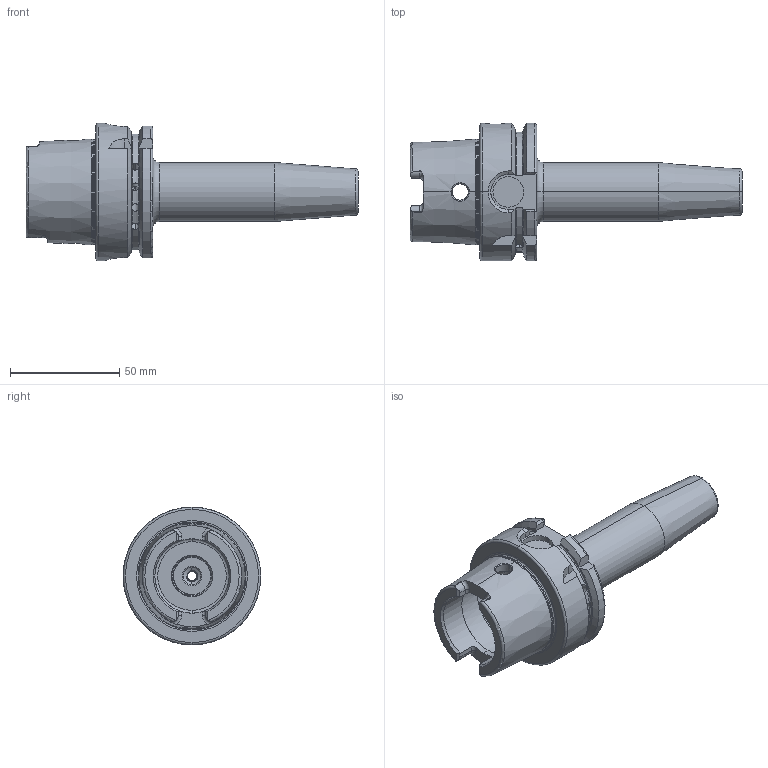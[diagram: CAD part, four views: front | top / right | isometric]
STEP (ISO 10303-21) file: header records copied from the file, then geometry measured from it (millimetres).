
FILE_DESCRIPTION (( 'STEP AP203' ), '1' );
FILE_NAME ('A63.70.06.1.STEP', '2016-11-17T00:33:38', ( '' ), ( '' ), 'SwSTEP 2.0', 'SolidWorks 2012', '' );
FILE_SCHEMA (( 'CONFIG_CONTROL_DESIGN' ));
Length unit declared in the file: millimetre
Products named in the file (1): A63.70.06.1
Bounding box: 152 x 63 x 63 mm (x, y, z)
Volume: 126213.6 mm3; surface area: 32983.8 mm2
Topology: 1 solids, 1 shells, 274 faces, 742 edges, 466 vertices
Faces by surface type: cylinder 131, plane 57, cone 37, torus 33, bspline 16
Entity records: 22505 total; most frequent: CARTESIAN_POINT 16264, ORIENTED_EDGE 1464, DIRECTION 1119, EDGE_CURVE 732, VERTEX_POINT 466, AXIS2_PLACEMENT_3D 441, EDGE_LOOP 286, FACE_OUTER_BOUND 274
